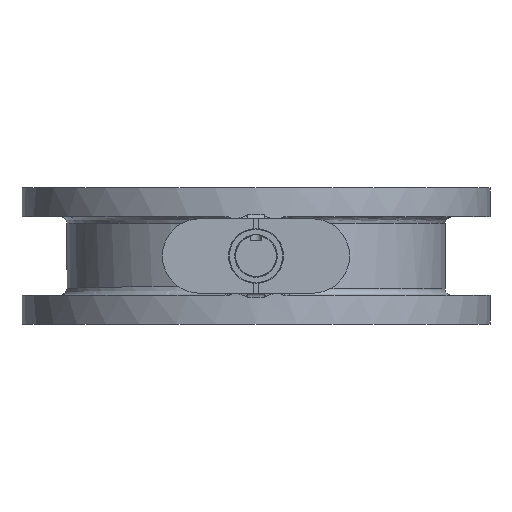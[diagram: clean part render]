
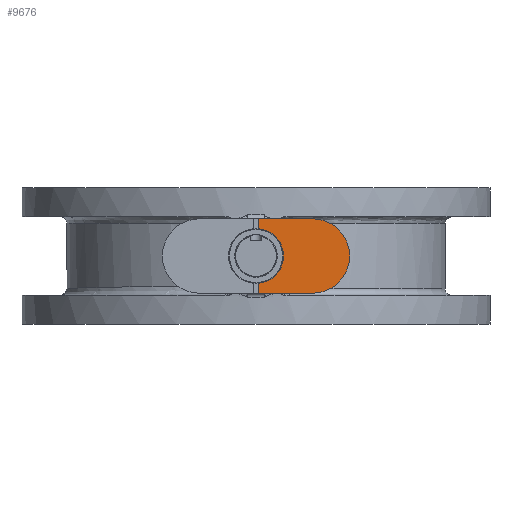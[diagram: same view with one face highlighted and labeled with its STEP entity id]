
A CAD part, left-side view. The second image highlights one B-rep face of the part: STEP entity #9676.
In plain terms, the highlighted planar face has unit normal (-1, 0, 0).
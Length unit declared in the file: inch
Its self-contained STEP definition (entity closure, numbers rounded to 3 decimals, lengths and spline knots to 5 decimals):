
#2165=DIRECTION('',(0.,1.,0.));
#2166=VECTOR('',#2165,3.1875);
#2167=CARTESIAN_POINT('',(-16.125,-3.3125,2.1875));
#2168=LINE('',#2167,#2166);
#2181=DIRECTION('',(0.,0.,-1.));
#2182=VECTOR('',#2181,0.57961);
#2183=CARTESIAN_POINT('',(-16.125,-0.125,2.1875));
#2184=LINE('',#2183,#2182);
#2185=DIRECTION('',(0.,0.,-1.));
#2186=VECTOR('',#2185,0.57961);
#2187=CARTESIAN_POINT('',(-16.125,-0.125,-1.60789));
#2188=LINE('',#2187,#2186);
#2189=CARTESIAN_POINT('',(-16.125,0.,0.));
#2190=DIRECTION('',(-1.,0.,0.));
#2191=DIRECTION('',(0.,-0.078,-0.997));
#2192=AXIS2_PLACEMENT_3D('',#2189,#2190,#2191);
#2194=CARTESIAN_POINT('',(-16.125,0.,0.));
#2195=DIRECTION('',(1.,0.,0.));
#2196=DIRECTION('',(0.,-0.078,0.997));
#2197=AXIS2_PLACEMENT_3D('',#2194,#2195,#2196);
#2199=CARTESIAN_POINT('',(-16.125,-3.3125,0.));
#2200=DIRECTION('',(-1.,0.,0.));
#2201=DIRECTION('',(0.,0.,-1.));
#2202=AXIS2_PLACEMENT_3D('',#2199,#2200,#2201);
#5234=DIRECTION('',(0.,-1.,0.));
#5235=VECTOR('',#5234,3.1875);
#5236=CARTESIAN_POINT('',(-16.125,-0.125,-2.1875));
#5237=LINE('',#5236,#5235);
#7263=CARTESIAN_POINT('',(-16.125,-3.3125,-2.1875));
#7264=CARTESIAN_POINT('',(-16.125,-3.3125,2.1875));
#7265=VERTEX_POINT('',#7263);
#7266=VERTEX_POINT('',#7264);
#7335=CARTESIAN_POINT('',(-16.125,-0.125,-2.1875));
#7336=VERTEX_POINT('',#7335);
#7343=CARTESIAN_POINT('',(-16.125,-0.125,2.1875));
#7344=VERTEX_POINT('',#7343);
#7347=CARTESIAN_POINT('',(-16.125,-0.125,1.60789));
#7348=VERTEX_POINT('',#7347);
#7349=CARTESIAN_POINT('',(-16.125,-0.125,-1.60789));
#7350=VERTEX_POINT('',#7349);
#7365=CARTESIAN_POINT('',(-16.125,-1.61274,0.));
#7366=VERTEX_POINT('',#7365);
#9657=CARTESIAN_POINT('',(-16.125,0.,0.));
#9658=DIRECTION('',(-1.,0.,0.));
#9659=DIRECTION('',(0.,1.,0.));
#9660=AXIS2_PLACEMENT_3D('',#9657,#9658,#9659);
#9661=PLANE('',#9660);
#9662=ORIENTED_EDGE('',*,*,#9649,.F.);
#9663=ORIENTED_EDGE('',*,*,#9621,.F.);
#9665=ORIENTED_EDGE('',*,*,#9664,.F.);
#9667=ORIENTED_EDGE('',*,*,#9666,.F.);
#9669=ORIENTED_EDGE('',*,*,#9668,.F.);
#9671=ORIENTED_EDGE('',*,*,#9670,.T.);
#9673=ORIENTED_EDGE('',*,*,#9672,.F.);
#9674=EDGE_LOOP('',(#9662,#9663,#9665,#9667,#9669,#9671,#9673));
#9675=FACE_OUTER_BOUND('',#9674,.F.);
#9676=ADVANCED_FACE('',(#9675),#9661,.T.);
#2193=CIRCLE('',#2192,1.61274);
#2198=CIRCLE('',#2197,1.61274);
#2203=CIRCLE('',#2202,2.1875);
#9621=EDGE_CURVE('',#7266,#7344,#2168,.T.);
#9649=EDGE_CURVE('',#7344,#7348,#2184,.T.);
#9664=EDGE_CURVE('',#7265,#7266,#2203,.T.);
#9666=EDGE_CURVE('',#7336,#7265,#5237,.T.);
#9668=EDGE_CURVE('',#7350,#7336,#2188,.T.);
#9670=EDGE_CURVE('',#7350,#7366,#2193,.T.);
#9672=EDGE_CURVE('',#7348,#7366,#2198,.T.);
